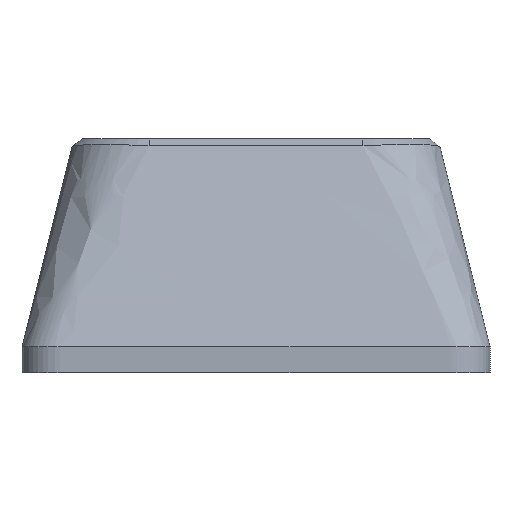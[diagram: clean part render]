
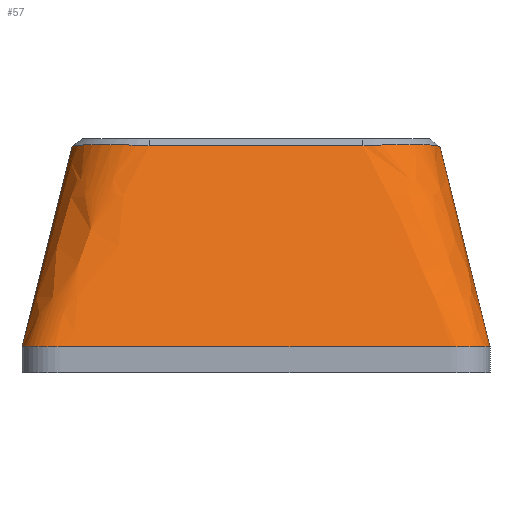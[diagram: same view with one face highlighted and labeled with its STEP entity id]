
A CAD part, front view. The second image highlights one B-rep face of the part: STEP entity #57.
In plain terms, the highlighted free-form (B-spline) face has degree [1, 2] with [2, 9] control points.
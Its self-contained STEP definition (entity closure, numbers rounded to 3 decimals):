
#57=ADVANCED_FACE('',(#138),#1230,.T.);
#138=FACE_OUTER_BOUND('',#219,.T.);
#219=EDGE_LOOP('',(#402,#403,#404,#405,#406,#407,#408));
#402=ORIENTED_EDGE('',*,*,#888,.T.);
#403=ORIENTED_EDGE('',*,*,#777,.T.);
#404=ORIENTED_EDGE('',*,*,#776,.T.);
#405=ORIENTED_EDGE('',*,*,#775,.T.);
#406=ORIENTED_EDGE('',*,*,#774,.T.);
#407=ORIENTED_EDGE('',*,*,#763,.F.);
#408=ORIENTED_EDGE('',*,*,#887,.F.);
#763=EDGE_CURVE('',#1146,#1150,#906,.T.);
#774=EDGE_CURVE('',#1152,#1150,#994,.T.);
#775=EDGE_CURVE('',#1153,#1152,#995,.T.);
#776=EDGE_CURVE('',#1154,#1153,#996,.T.);
#777=EDGE_CURVE('',#1155,#1154,#997,.T.);
#887=EDGE_CURVE('',#1225,#1146,#923,.T.);
#888=EDGE_CURVE('',#1225,#1155,#924,.T.);
#906=(
BOUNDED_CURVE()
B_SPLINE_CURVE(1,(#2210,#2211),.UNSPECIFIED.,.F.,.F.)
B_SPLINE_CURVE_WITH_KNOTS((2,2),(11.131,19.935),
 .UNSPECIFIED.)
CURVE()
GEOMETRIC_REPRESENTATION_ITEM()
RATIONAL_B_SPLINE_CURVE((1.,1.))
REPRESENTATION_ITEM('')
);
#923=(
BOUNDED_CURVE()
B_SPLINE_CURVE(2,(#2689,#2690,#2691,#2692,#2693,#2694,#2695,#2696,#2697),
 .UNSPECIFIED.,.F.,.F.)
B_SPLINE_CURVE_WITH_KNOTS((3,2,2,2,3),(-36.,-22.303,-18.,-4.303,
0.),.UNSPECIFIED.)
CURVE()
GEOMETRIC_REPRESENTATION_ITEM()
RATIONAL_B_SPLINE_CURVE((1.,1.,1.,0.707,1.,1.,1.,0.707,
1.))
REPRESENTATION_ITEM('')
);
#924=(
BOUNDED_CURVE()
B_SPLINE_CURVE(1,(#2698,#2699),.UNSPECIFIED.,.F.,.F.)
B_SPLINE_CURVE_WITH_KNOTS((2,2),(11.131,19.935),
 .UNSPECIFIED.)
CURVE()
GEOMETRIC_REPRESENTATION_ITEM()
RATIONAL_B_SPLINE_CURVE((1.,1.))
REPRESENTATION_ITEM('')
);
#994=B_SPLINE_CURVE_WITH_KNOTS('',3,(#2267,#2268,#2269,#2270,#2271),
 .UNSPECIFIED.,.F.,.F.,(4,1,4),(44.896,46.906,48.917),
 .UNSPECIFIED.);
#995=B_SPLINE_CURVE_WITH_KNOTS('',3,(#2272,#2273,#2274,#2275),
 .UNSPECIFIED.,.F.,.F.,(4,4),(36.669,44.896),
 .UNSPECIFIED.);
#996=B_SPLINE_CURVE_WITH_KNOTS('',3,(#2276,#2277,#2278,#2279,#2280),
 .UNSPECIFIED.,.F.,.F.,(4,1,4),(32.649,34.66,36.669),
 .UNSPECIFIED.);
#997=B_SPLINE_CURVE_WITH_KNOTS('',3,(#2281,#2282,#2283,#2284),
 .UNSPECIFIED.,.F.,.F.,(4,4),(24.384,32.649),
 .UNSPECIFIED.);
#1146=VERTEX_POINT('',#1867);
#1150=VERTEX_POINT('',#1871);
#1152=VERTEX_POINT('',#1873);
#1153=VERTEX_POINT('',#1874);
#1154=VERTEX_POINT('',#1875);
#1155=VERTEX_POINT('',#1876);
#1225=VERTEX_POINT('',#1946);
#1230=(
BOUNDED_SURFACE()
B_SPLINE_SURFACE(1,2,((#1710,#1711,#1712,#1713,#1714,#1715,#1716,#1717,
#1718),(#1719,#1720,#1721,#1722,#1723,#1724,#1725,#1726,#1727)),
 .UNSPECIFIED.,.F.,.F.,.F.)
B_SPLINE_SURFACE_WITH_KNOTS((2,2),(3,2,2,2,3),(11.131,20.282),
(-36.,-22.303,-18.,-4.303,0.),.UNSPECIFIED.)
GEOMETRIC_REPRESENTATION_ITEM()
RATIONAL_B_SPLINE_SURFACE(((1.,1.,1.,0.707,1.,1.,1.,0.707,
1.),(1.,1.,1.,0.707,1.,1.,1.,0.707,1.)))
REPRESENTATION_ITEM('')
SURFACE()
);
#1710=CARTESIAN_POINT('',(-53.,45.5,6.));
#1711=CARTESIAN_POINT('',(-53.,38.,6.));
#1712=CARTESIAN_POINT('',(-53.,30.5,6.));
#1713=CARTESIAN_POINT('',(-53.,29.,6.));
#1714=CARTESIAN_POINT('',(-54.5,29.,6.));
#1715=CARTESIAN_POINT('',(-62.,29.,6.));
#1716=CARTESIAN_POINT('',(-69.5,29.,6.));
#1717=CARTESIAN_POINT('',(-71.,29.,6.));
#1718=CARTESIAN_POINT('',(-71.,30.5,6.));
#1719=CARTESIAN_POINT('',(-55.,43.,14.));
#1720=CARTESIAN_POINT('',(-55.,39.,14.));
#1721=CARTESIAN_POINT('',(-55.,35.,14.));
#1722=CARTESIAN_POINT('',(-55.,32.,14.));
#1723=CARTESIAN_POINT('',(-58.,32.,14.));
#1724=CARTESIAN_POINT('',(-62.,32.,14.));
#1725=CARTESIAN_POINT('',(-66.,32.,14.));
#1726=CARTESIAN_POINT('',(-69.,32.,14.));
#1727=CARTESIAN_POINT('',(-69.,35.,14.));
#1867=CARTESIAN_POINT('',(-71.,30.5,6.));
#1871=CARTESIAN_POINT('',(-69.076,34.83,13.697));
#1873=CARTESIAN_POINT('',(-66.114,31.903,13.74));
#1874=CARTESIAN_POINT('',(-57.886,31.903,13.74));
#1875=CARTESIAN_POINT('',(-54.924,34.83,13.697));
#1876=CARTESIAN_POINT('',(-54.924,43.095,13.697));
#1946=CARTESIAN_POINT('',(-53.,45.5,6.));
#2210=CARTESIAN_POINT('',(-71.,30.5,6.));
#2211=CARTESIAN_POINT('',(-69.076,34.83,13.697));
#2267=CARTESIAN_POINT('',(-66.114,31.903,13.74));
#2268=CARTESIAN_POINT('',(-66.885,31.916,13.778));
#2269=CARTESIAN_POINT('',(-68.375,32.563,13.803));
#2270=CARTESIAN_POINT('',(-69.062,34.049,13.754));
#2271=CARTESIAN_POINT('',(-69.076,34.83,13.697));
#2272=CARTESIAN_POINT('',(-57.886,31.903,13.74));
#2273=CARTESIAN_POINT('',(-60.629,31.903,13.74));
#2274=CARTESIAN_POINT('',(-63.371,31.903,13.74));
#2275=CARTESIAN_POINT('',(-66.114,31.903,13.74));
#2276=CARTESIAN_POINT('',(-54.924,34.83,13.697));
#2277=CARTESIAN_POINT('',(-54.938,34.049,13.754));
#2278=CARTESIAN_POINT('',(-55.625,32.563,13.803));
#2279=CARTESIAN_POINT('',(-57.115,31.916,13.778));
#2280=CARTESIAN_POINT('',(-57.886,31.903,13.74));
#2281=CARTESIAN_POINT('',(-54.924,43.095,13.697));
#2282=CARTESIAN_POINT('',(-54.924,40.34,13.697));
#2283=CARTESIAN_POINT('',(-54.924,37.585,13.697));
#2284=CARTESIAN_POINT('',(-54.924,34.83,13.697));
#2689=CARTESIAN_POINT('',(-53.,45.5,6.));
#2690=CARTESIAN_POINT('',(-53.,38.,6.));
#2691=CARTESIAN_POINT('',(-53.,30.5,6.));
#2692=CARTESIAN_POINT('',(-53.,29.,6.));
#2693=CARTESIAN_POINT('',(-54.5,29.,6.));
#2694=CARTESIAN_POINT('',(-62.,29.,6.));
#2695=CARTESIAN_POINT('',(-69.5,29.,6.));
#2696=CARTESIAN_POINT('',(-71.,29.,6.));
#2697=CARTESIAN_POINT('',(-71.,30.5,6.));
#2698=CARTESIAN_POINT('',(-53.,45.5,6.));
#2699=CARTESIAN_POINT('',(-54.924,43.095,13.697));
